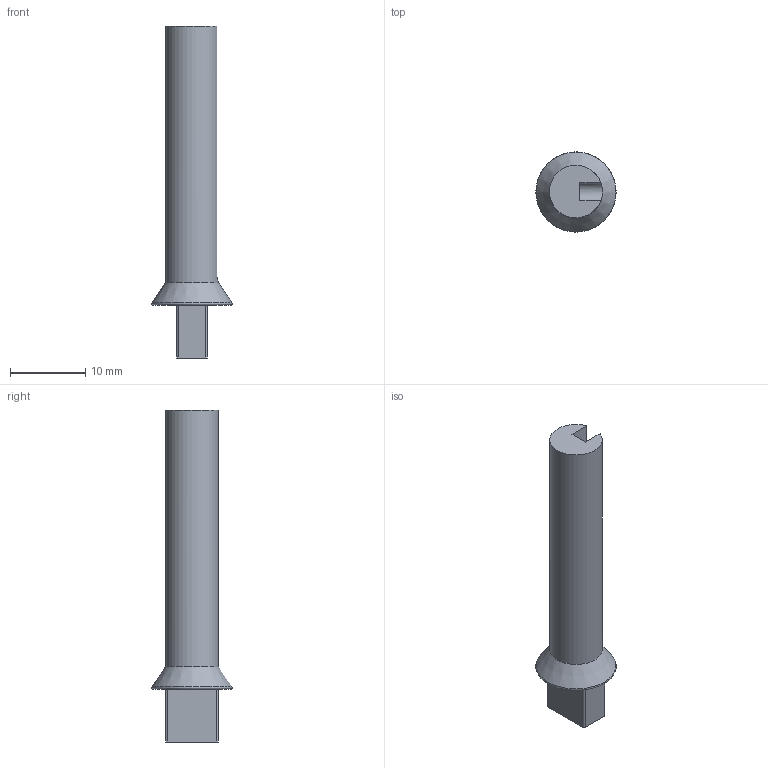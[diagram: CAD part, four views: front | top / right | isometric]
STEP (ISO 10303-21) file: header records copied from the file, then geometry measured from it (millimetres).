
FILE_DESCRIPTION(('Open CASCADE Model'),'2;1');
FILE_NAME('Open CASCADE Shape Model','2025-05-20T11:00:15',('Author'),( 'Open CASCADE'),'Open CASCADE STEP processor 7.8','build123d', 'Unknown');
FILE_SCHEMA(('AUTOMOTIVE_DESIGN { 1 0 10303 214 1 1 1 1 }'));
Length unit declared in the file: millimetre
Products named in the file (1): COMPOUND
Bounding box: 10.65 x 10.65 x 44 mm (x, y, z)
Volume: 1445.3 mm3; surface area: 1317.3 mm2
Topology: 1 solids, 1 shells, 20 faces, 47 edges, 30 vertices
Faces by surface type: plane 11, cylinder 7, cone 1, torus 1
Full cylindrical faces by diameter (mm): 2.1 x1, 7 x1
Entity records: 1292 total; most frequent: CARTESIAN_POINT 334, DIRECTION 177, ORIENTED_EDGE 94, PCURVE 94, DEFINITIONAL_REPRESENTATION 94, LINE 86, VECTOR 86, EDGE_CURVE 47
